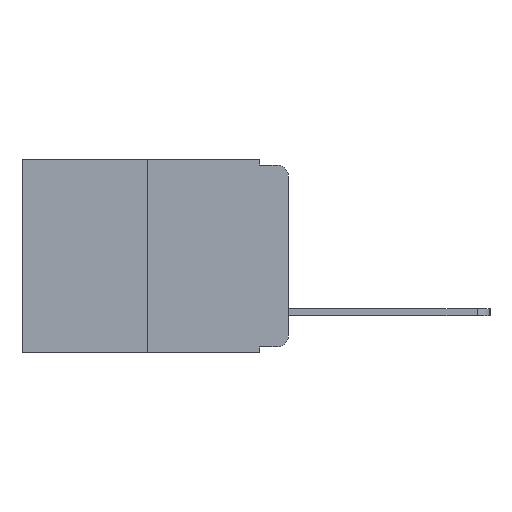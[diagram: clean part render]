
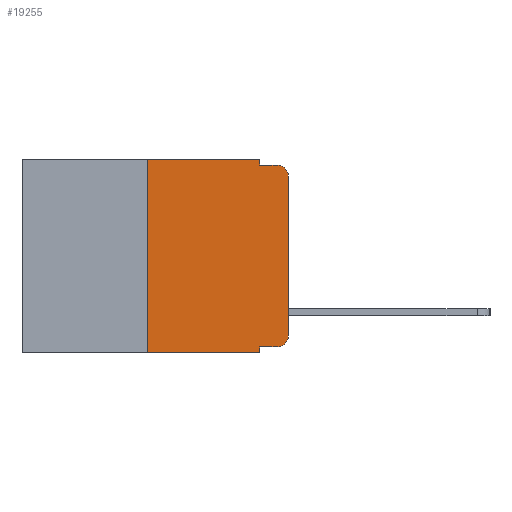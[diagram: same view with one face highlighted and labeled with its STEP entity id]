
A CAD part, left-side view. The second image highlights one B-rep face of the part: STEP entity #19255.
In plain terms, the highlighted planar face has unit normal (-1, 0, 0).
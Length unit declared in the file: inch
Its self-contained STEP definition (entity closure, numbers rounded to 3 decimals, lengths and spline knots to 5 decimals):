
#213 = VERTEX_POINT ( 'NONE', #16351 ) ;
#339 = CIRCLE ( 'NONE', #1761, 0.02 ) ;
#814 = VERTEX_POINT ( 'NONE', #11447 ) ;
#891 = VECTOR ( 'NONE', #16090, 39.37008 ) ;
#1217 = DIRECTION ( 'NONE',  ( 0., 0., -1. ) ) ;
#1411 = CARTESIAN_POINT ( 'NONE',  ( 0., 0.473, 0. ) ) ;
#1473 = VECTOR ( 'NONE', #6464, 39.37008 ) ;
#1515 = LINE ( 'NONE', #16501, #15889 ) ;
#1761 = AXIS2_PLACEMENT_3D ( 'NONE', #20269, #11018, #1217 ) ;
#2187 = EDGE_CURVE ( 'NONE', #12672, #15681, #1515, .T. ) ;
#2556 = EDGE_CURVE ( 'NONE', #7209, #213, #15548, .T. ) ;
#2658 = DIRECTION ( 'NONE',  ( 0., 0., -1. ) ) ;
#3160 = DIRECTION ( 'NONE',  ( 0., -1., 0. ) ) ;
#3305 = DIRECTION ( 'NONE',  ( 0., 0., -1. ) ) ;
#3399 = CARTESIAN_POINT ( 'NONE',  ( 0., 0.051, -0.01 ) ) ;
#3538 = CARTESIAN_POINT ( 'NONE',  ( 0., 0.02, -0.03 ) ) ;
#3936 = LINE ( 'NONE', #7319, #20158 ) ;
#4228 = EDGE_LOOP ( 'NONE', ( #9930, #10354, #10647, #10692, #10805, #10844, #10929, #11111, #11181, #11347 ) ) ;
#4244 = CARTESIAN_POINT ( 'NONE',  ( 0., 0.25, -0.343 ) ) ;
#4329 = AXIS2_PLACEMENT_3D ( 'NONE', #12896, #12973, #3305 ) ;
#5230 = DIRECTION ( 'NONE',  ( 0., 0., -1. ) ) ;
#5276 = EDGE_CURVE ( 'NONE', #12672, #9955, #16109, .T. ) ;
#5746 = EDGE_CURVE ( 'NONE', #12765, #9955, #10417, .T. ) ;
#6035 = CARTESIAN_POINT ( 'NONE',  ( 0., 0.473, -0.343 ) ) ;
#6391 = VERTEX_POINT ( 'NONE', #14907 ) ;
#6464 = DIRECTION ( 'NONE',  ( 0., 0., 1. ) ) ;
#6710 = LINE ( 'NONE', #17872, #18711 ) ;
#6766 = VERTEX_POINT ( 'NONE', #19321 ) ;
#6962 = LINE ( 'NONE', #1411, #14400 ) ;
#7209 = VERTEX_POINT ( 'NONE', #19813 ) ;
#7319 = CARTESIAN_POINT ( 'NONE',  ( 0., 0.051, 0. ) ) ;
#8170 = PLANE ( 'NONE',  #4329 ) ;
#8484 = DIRECTION ( 'NONE',  ( 0., 0., 1. ) ) ;
#9845 = CARTESIAN_POINT ( 'NONE',  ( 0., 0.051, 0. ) ) ;
#9930 = ORIENTED_EDGE ( 'NONE', *, *, #19202, .T. ) ;
#9955 = VERTEX_POINT ( 'NONE', #18262 ) ;
#10174 = FACE_OUTER_BOUND ( 'NONE', #4228, .T. ) ;
#10354 = ORIENTED_EDGE ( 'NONE', *, *, #2556, .T. ) ;
#10417 = LINE ( 'NONE', #6035, #19643 ) ;
#10647 = ORIENTED_EDGE ( 'NONE', *, *, #20415, .F. ) ;
#10692 = ORIENTED_EDGE ( 'NONE', *, *, #11946, .F. ) ;
#10805 = ORIENTED_EDGE ( 'NONE', *, *, #19194, .F. ) ;
#10844 = ORIENTED_EDGE ( 'NONE', *, *, #13285, .F. ) ;
#10929 = ORIENTED_EDGE ( 'NONE', *, *, #5746, .T. ) ;
#11018 = DIRECTION ( 'NONE',  ( -1., 0., 0. ) ) ;
#11111 = ORIENTED_EDGE ( 'NONE', *, *, #5276, .F. ) ;
#11181 = ORIENTED_EDGE ( 'NONE', *, *, #2187, .T. ) ;
#11347 = ORIENTED_EDGE ( 'NONE', *, *, #18443, .T. ) ;
#11447 = CARTESIAN_POINT ( 'NONE',  ( 0., 0., -0.313 ) ) ;
#11946 = EDGE_CURVE ( 'NONE', #14562, #6391, #3936, .T. ) ;
#11963 = VECTOR ( 'NONE', #2658, 39.37008 ) ;
#12672 = VERTEX_POINT ( 'NONE', #19745 ) ;
#12765 = VERTEX_POINT ( 'NONE', #4244 ) ;
#12896 = CARTESIAN_POINT ( 'NONE',  ( 0., 0.473, 0. ) ) ;
#12973 = DIRECTION ( 'NONE',  ( 1., 0., 0. ) ) ;
#13285 = EDGE_CURVE ( 'NONE', #12765, #6766, #6710, .T. ) ;
#13474 = DIRECTION ( 'NONE',  ( 0., -1., 0. ) ) ;
#13715 = DIRECTION ( 'NONE',  ( 0., 0., -1. ) ) ;
#14139 = AXIS2_PLACEMENT_3D ( 'NONE', #3538, #14747, #5230 ) ;
#14389 = CARTESIAN_POINT ( 'NONE',  ( 0., 0., 0. ) ) ;
#14400 = VECTOR ( 'NONE', #3160, 39.37008 ) ;
#14562 = VERTEX_POINT ( 'NONE', #9845 ) ;
#14747 = DIRECTION ( 'NONE',  ( -1., 0., 0. ) ) ;
#14907 = CARTESIAN_POINT ( 'NONE',  ( 0., 0.051, -0.01 ) ) ;
#15480 = CARTESIAN_POINT ( 'NONE',  ( 0., 0.051, 0. ) ) ;
#15530 = DIRECTION ( 'NONE',  ( 0., -1., 0. ) ) ;
#15548 = CIRCLE ( 'NONE', #14139, 0.02 ) ;
#15681 = VERTEX_POINT ( 'NONE', #19151 ) ;
#15889 = VECTOR ( 'NONE', #13474, 39.37008 ) ;
#16090 = DIRECTION ( 'NONE',  ( 0., -1., 0. ) ) ;
#16109 = LINE ( 'NONE', #15480, #11963 ) ;
#16351 = CARTESIAN_POINT ( 'NONE',  ( 0., 0.02, -0.01 ) ) ;
#16501 = CARTESIAN_POINT ( 'NONE',  ( 0., 0.051, -0.333 ) ) ;
#17872 = CARTESIAN_POINT ( 'NONE',  ( 0., 0.25, 0. ) ) ;
#17961 = LINE ( 'NONE', #3399, #891 ) ;
#18262 = CARTESIAN_POINT ( 'NONE',  ( 0., 0.051, -0.343 ) ) ;
#18443 = EDGE_CURVE ( 'NONE', #15681, #814, #339, .T. ) ;
#18466 = LINE ( 'NONE', #14389, #1473 ) ;
#18711 = VECTOR ( 'NONE', #8484, 39.37008 ) ;
#19151 = CARTESIAN_POINT ( 'NONE',  ( 0., 0.02, -0.333 ) ) ;
#19194 = EDGE_CURVE ( 'NONE', #6766, #14562, #6962, .T. ) ;
#19202 = EDGE_CURVE ( 'NONE', #814, #7209, #18466, .T. ) ;
#19255 = ADVANCED_FACE ( 'NONE', ( #10174 ), #8170, .F. ) ;
#19321 = CARTESIAN_POINT ( 'NONE',  ( 0., 0.25, 0. ) ) ;
#19643 = VECTOR ( 'NONE', #15530, 39.37008 ) ;
#19745 = CARTESIAN_POINT ( 'NONE',  ( 0., 0.051, -0.333 ) ) ;
#19813 = CARTESIAN_POINT ( 'NONE',  ( 0., 0., -0.03 ) ) ;
#20158 = VECTOR ( 'NONE', #13715, 39.37008 ) ;
#20269 = CARTESIAN_POINT ( 'NONE',  ( 0., 0.02, -0.313 ) ) ;
#20415 = EDGE_CURVE ( 'NONE', #6391, #213, #17961, .T. ) ;
